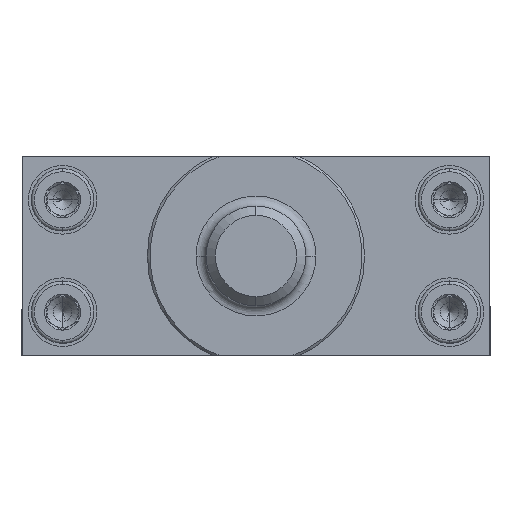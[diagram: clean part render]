
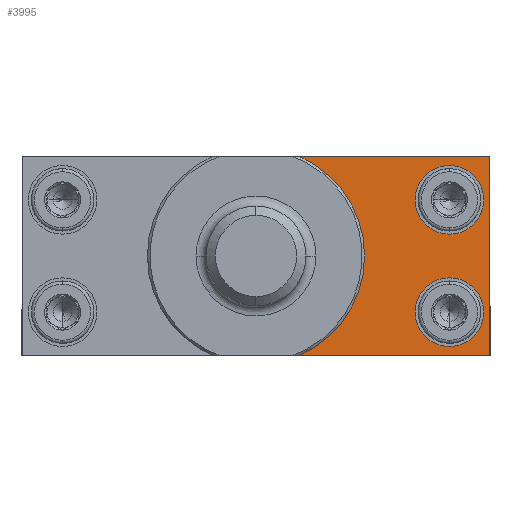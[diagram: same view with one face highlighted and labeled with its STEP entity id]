
A CAD part, left-side view. The second image highlights one B-rep face of the part: STEP entity #3995.
In plain terms, the highlighted planar face has unit normal (-1, 0, 0).
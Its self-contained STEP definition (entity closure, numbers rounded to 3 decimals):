
#146 = DIRECTION ( 'NONE',  ( 1., 0., 0. ) ) ;
#364 = CARTESIAN_POINT ( 'NONE',  ( -31.3, -31., -3.5 ) ) ;
#592 = EDGE_LOOP ( 'NONE', ( #4978, #9050 ) ) ;
#1261 = DIRECTION ( 'NONE',  ( -1., 0., 0. ) ) ;
#1357 = CARTESIAN_POINT ( 'NONE',  ( -31.3, 37.5, -16. ) ) ;
#1460 = DIRECTION ( 'NONE',  ( 0., 0., -1. ) ) ;
#1510 = DIRECTION ( 'NONE',  ( 0., 0., 1. ) ) ;
#1981 = VECTOR ( 'NONE', #1460, 1000. ) ;
#2031 = DIRECTION ( 'NONE',  ( 1., 0., 0. ) ) ;
#2314 = AXIS2_PLACEMENT_3D ( 'NONE', #4776, #16292, #17728 ) ;
#2439 = EDGE_CURVE ( 'NONE', #12103, #11841, #13559, .T. ) ;
#2739 = CARTESIAN_POINT ( 'NONE',  ( -31.3, -6.838, -16. ) ) ;
#2817 = DIRECTION ( 'NONE',  ( 0., 0., 1. ) ) ;
#2877 = CARTESIAN_POINT ( 'NONE',  ( -31.3, -37.5, 16. ) ) ;
#2962 = CARTESIAN_POINT ( 'NONE',  ( -31.3, -37.5, 16. ) ) ;
#3313 = AXIS2_PLACEMENT_3D ( 'NONE', #2739, #1261, #7148 ) ;
#3356 = DIRECTION ( 'NONE',  ( 1., 0., 0. ) ) ;
#3995 = ADVANCED_FACE ( 'NONE', ( #9608, #8529, #18262 ), #8560, .T. ) ;
#4776 = CARTESIAN_POINT ( 'NONE',  ( -31.3, -31., -9. ) ) ;
#4934 = CARTESIAN_POINT ( 'NONE',  ( -31.3, 0., 0. ) ) ;
#4978 = ORIENTED_EDGE ( 'NONE', *, *, #12337, .T. ) ;
#5019 = LINE ( 'NONE', #1357, #9449 ) ;
#5044 = VERTEX_POINT ( 'NONE', #364 ) ;
#5875 = ORIENTED_EDGE ( 'NONE', *, *, #14468, .T. ) ;
#6641 = CIRCLE ( 'NONE', #10758, 5.5 ) ;
#7148 = DIRECTION ( 'NONE',  ( 0., 0., 1. ) ) ;
#7206 = CARTESIAN_POINT ( 'NONE',  ( -31.3, -31., 9. ) ) ;
#7374 = VECTOR ( 'NONE', #15670, 1000. ) ;
#7725 = CARTESIAN_POINT ( 'NONE',  ( -31.3, -31., -9. ) ) ;
#7846 = CIRCLE ( 'NONE', #2314, 5.5 ) ;
#8070 = EDGE_CURVE ( 'NONE', #8832, #9732, #5019, .T. ) ;
#8474 = LINE ( 'NONE', #12785, #1981 ) ;
#8529 = FACE_BOUND ( 'NONE', #592, .T. ) ;
#8560 = PLANE ( 'NONE',  #3313 ) ;
#8832 = VERTEX_POINT ( 'NONE', #9706 ) ;
#8856 = DIRECTION ( 'NONE',  ( 1., 0., 0. ) ) ;
#9050 = ORIENTED_EDGE ( 'NONE', *, *, #2439, .T. ) ;
#9258 = ORIENTED_EDGE ( 'NONE', *, *, #17586, .F. ) ;
#9287 = CARTESIAN_POINT ( 'NONE',  ( -31.3, -6.838, -16. ) ) ;
#9449 = VECTOR ( 'NONE', #11489, 1000. ) ;
#9493 = VERTEX_POINT ( 'NONE', #2877 ) ;
#9570 = VERTEX_POINT ( 'NONE', #14787 ) ;
#9608 = FACE_OUTER_BOUND ( 'NONE', #10583, .T. ) ;
#9706 = CARTESIAN_POINT ( 'NONE',  ( -31.3, -37.5, -16. ) ) ;
#9718 = AXIS2_PLACEMENT_3D ( 'NONE', #7725, #2031, #10617 ) ;
#9732 = VERTEX_POINT ( 'NONE', #9287 ) ;
#10484 = CIRCLE ( 'NONE', #16125, 17.4 ) ;
#10583 = EDGE_LOOP ( 'NONE', ( #13949, #16517, #13182, #9258 ) ) ;
#10615 = ORIENTED_EDGE ( 'NONE', *, *, #14938, .T. ) ;
#10617 = DIRECTION ( 'NONE',  ( 0., 0., 1. ) ) ;
#10758 = AXIS2_PLACEMENT_3D ( 'NONE', #7206, #8856, #1510 ) ;
#10816 = EDGE_CURVE ( 'NONE', #9493, #8832, #8474, .T. ) ;
#11069 = EDGE_LOOP ( 'NONE', ( #5875, #10615 ) ) ;
#11354 = CARTESIAN_POINT ( 'NONE',  ( -31.3, -31., 9. ) ) ;
#11489 = DIRECTION ( 'NONE',  ( 0., 1., 0. ) ) ;
#11841 = VERTEX_POINT ( 'NONE', #14733 ) ;
#12103 = VERTEX_POINT ( 'NONE', #16782 ) ;
#12337 = EDGE_CURVE ( 'NONE', #11841, #12103, #6641, .T. ) ;
#12785 = CARTESIAN_POINT ( 'NONE',  ( -31.3, -37.5, -16. ) ) ;
#13182 = ORIENTED_EDGE ( 'NONE', *, *, #10816, .F. ) ;
#13559 = CIRCLE ( 'NONE', #17895, 5.5 ) ;
#13949 = ORIENTED_EDGE ( 'NONE', *, *, #15417, .T. ) ;
#14367 = VERTEX_POINT ( 'NONE', #17304 ) ;
#14468 = EDGE_CURVE ( 'NONE', #5044, #14367, #15812, .T. ) ;
#14733 = CARTESIAN_POINT ( 'NONE',  ( -31.3, -31., 14.5 ) ) ;
#14787 = CARTESIAN_POINT ( 'NONE',  ( -31.3, -6.838, 16. ) ) ;
#14938 = EDGE_CURVE ( 'NONE', #14367, #5044, #7846, .T. ) ;
#15417 = EDGE_CURVE ( 'NONE', #9570, #9732, #10484, .T. ) ;
#15670 = DIRECTION ( 'NONE',  ( 0., -1., 0. ) ) ;
#15812 = CIRCLE ( 'NONE', #9718, 5.5 ) ;
#16125 = AXIS2_PLACEMENT_3D ( 'NONE', #4934, #3356, #16143 ) ;
#16143 = DIRECTION ( 'NONE',  ( 0., 0., -1. ) ) ;
#16292 = DIRECTION ( 'NONE',  ( 1., 0., 0. ) ) ;
#16517 = ORIENTED_EDGE ( 'NONE', *, *, #8070, .F. ) ;
#16782 = CARTESIAN_POINT ( 'NONE',  ( -31.3, -31., 3.5 ) ) ;
#17304 = CARTESIAN_POINT ( 'NONE',  ( -31.3, -31., -14.5 ) ) ;
#17571 = LINE ( 'NONE', #2962, #7374 ) ;
#17586 = EDGE_CURVE ( 'NONE', #9570, #9493, #17571, .T. ) ;
#17728 = DIRECTION ( 'NONE',  ( 0., 0., 1. ) ) ;
#17895 = AXIS2_PLACEMENT_3D ( 'NONE', #11354, #146, #2817 ) ;
#18262 = FACE_BOUND ( 'NONE', #11069, .T. ) ;
